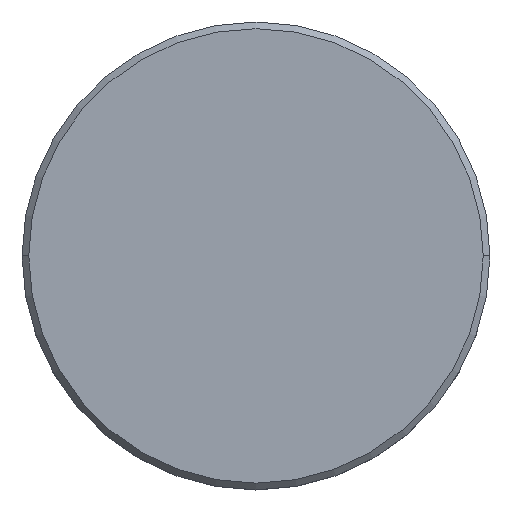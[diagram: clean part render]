
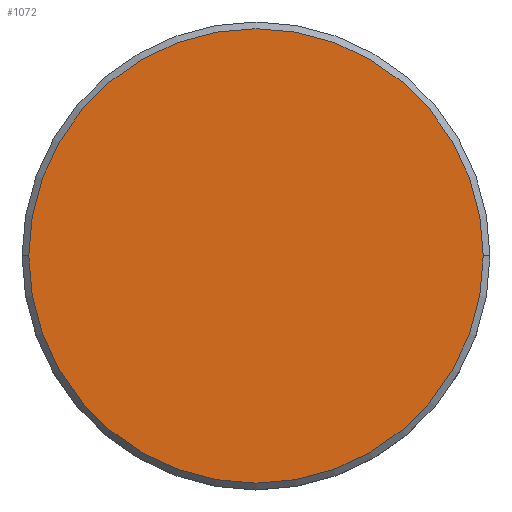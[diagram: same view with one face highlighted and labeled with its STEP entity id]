
A CAD part, top view. The second image highlights one B-rep face of the part: STEP entity #1072.
In plain terms, the highlighted planar face has unit normal (0, 0, 1).
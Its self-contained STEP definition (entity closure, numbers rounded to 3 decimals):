
#48 = VERTEX_POINT ( 'NONE', #887 ) ;
#98 = VERTEX_POINT ( 'NONE', #142 ) ;
#111 = CIRCLE ( 'NONE', #586, 17. ) ;
#121 = CARTESIAN_POINT ( 'NONE',  ( 0., 0., 0. ) ) ;
#142 = CARTESIAN_POINT ( 'NONE',  ( -17., 0., 0. ) ) ;
#214 = DIRECTION ( 'NONE',  ( 1., 0., 0. ) ) ;
#244 = CIRCLE ( 'NONE', #306, 17. ) ;
#258 = DIRECTION ( 'NONE',  ( 0., 0., 1. ) ) ;
#306 = AXIS2_PLACEMENT_3D ( 'NONE', #679, #1040, #940 ) ;
#325 = AXIS2_PLACEMENT_3D ( 'NONE', #121, #1120, #214 ) ;
#393 = PLANE ( 'NONE',  #325 ) ;
#417 = DIRECTION ( 'NONE',  ( 1., 0., 0. ) ) ;
#494 = ORIENTED_EDGE ( 'NONE', *, *, #554, .T. ) ;
#554 = EDGE_CURVE ( 'NONE', #98, #48, #111, .T. ) ;
#586 = AXIS2_PLACEMENT_3D ( 'NONE', #1078, #258, #417 ) ;
#591 = FACE_OUTER_BOUND ( 'NONE', #1083, .T. ) ;
#679 = CARTESIAN_POINT ( 'NONE',  ( 0., 0., 0. ) ) ;
#887 = CARTESIAN_POINT ( 'NONE',  ( 17., 0., 0. ) ) ;
#940 = DIRECTION ( 'NONE',  ( 1., 0., 0. ) ) ;
#1015 = EDGE_CURVE ( 'NONE', #48, #98, #244, .T. ) ;
#1040 = DIRECTION ( 'NONE',  ( 0., 0., 1. ) ) ;
#1072 = ADVANCED_FACE ( 'NONE', ( #591 ), #393, .T. ) ;
#1078 = CARTESIAN_POINT ( 'NONE',  ( 0., 0., 0. ) ) ;
#1083 = EDGE_LOOP ( 'NONE', ( #494, #1108 ) ) ;
#1108 = ORIENTED_EDGE ( 'NONE', *, *, #1015, .T. ) ;
#1120 = DIRECTION ( 'NONE',  ( 0., 0., 1. ) ) ;
